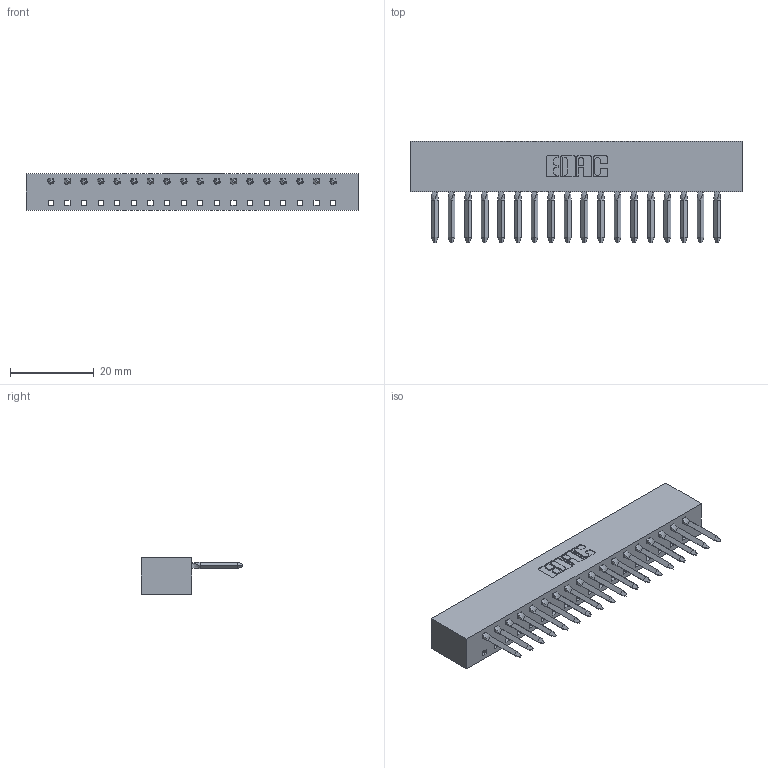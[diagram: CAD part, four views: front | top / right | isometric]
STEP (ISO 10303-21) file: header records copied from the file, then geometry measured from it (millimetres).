
FILE_DESCRIPTION (( 'STEP AP203' ), '1' );
FILE_NAME ('338-018-540-101.STEP', '2020-03-24T17:11:50', ( '' ), ( '' ), 'SwSTEP 2.0', 'SolidWorks 2016', '' );
FILE_SCHEMA (( 'CONFIG_CONTROL_DESIGN' ));
Length unit declared in the file: inch
Products named in the file (3): 338-210-001_338-210-018-001; 338-290-001_540; 338-018-540-101
Assembly tree (19 placements, depth 2):
  338-018-540-101
    338-210-001_338-210-018-001
    338-290-001_540  x18
Bounding box: 79.2 x 24.21 x 8.71 mm (x, y, z)
Volume: 5669.2 mm3; surface area: 9041.4 mm2
Topology: 19 solids, 19 shells, 1760 faces, 4853 edges, 3102 vertices
Faces by surface type: plane 1216, cylinder 472, bspline 72
Entity records: 36774 total; most frequent: CARTESIAN_POINT 7438, ORIENTED_EDGE 6204, DIRECTION 5773, EDGE_CURVE 3102, VECTOR 2291, LINE 2291, VERTEX_POINT 2014, AXIS2_PLACEMENT_3D 1741
